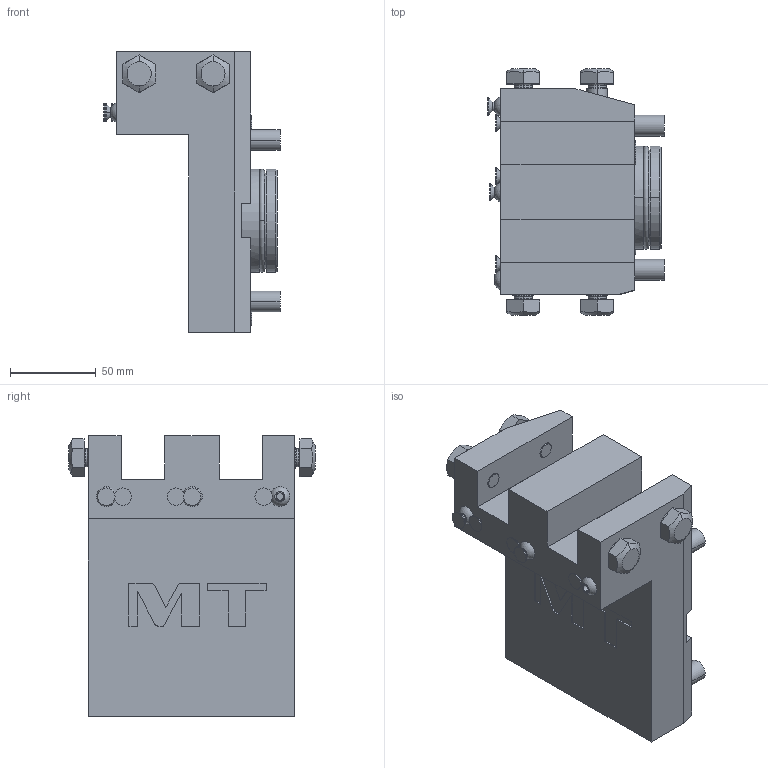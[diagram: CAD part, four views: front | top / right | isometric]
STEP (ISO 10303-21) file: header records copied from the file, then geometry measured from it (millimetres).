
FILE_DESCRIPTION((''),'2;1');
FILE_NAME('MNL0062540_CONF','2023-02-17T15:03:29',('sterribile'),('M.T. srl'),'CREO PARAMETRIC BY PTC INC, 2021072','CREO PARAMETRIC BY PTC INC, 2021072','');
FILE_SCHEMA(('CONFIG_CONTROL_DESIGN'));
Length unit declared in the file: millimetre
Products named in the file (1): MNL0062540_CONF
Bounding box: 102.5 x 143.35 x 163.5 mm (x, y, z)
Volume: 870838.7 mm3; surface area: 91473.7 mm2
Topology: 1 solids, 1 shells, 219 faces, 507 edges, 324 vertices
Faces by surface type: plane 108, cylinder 56, cone 36, torus 14, sphere 3, extrusion 2
Entity records: 6755 total; most frequent: CARTESIAN_POINT 1612, DIRECTION 1103, ORIENTED_EDGE 1014, EDGE_CURVE 507, AXIS2_PLACEMENT_3D 407, VERTEX_POINT 324, VECTOR 289, LINE 287
